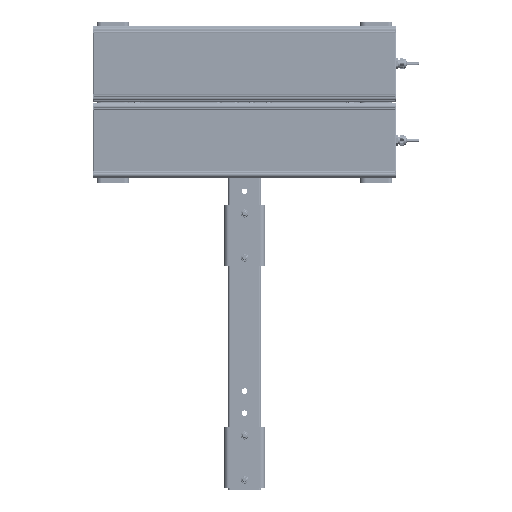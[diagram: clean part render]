
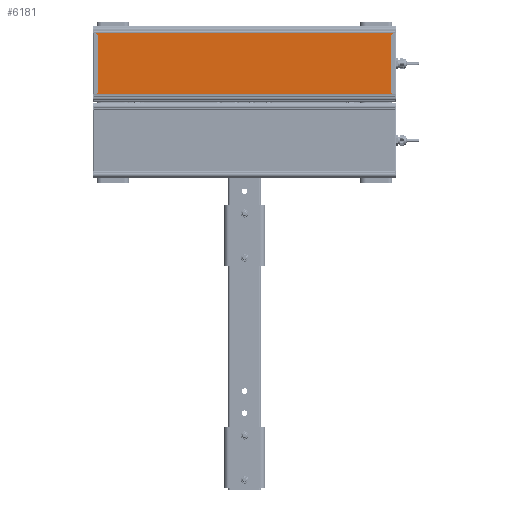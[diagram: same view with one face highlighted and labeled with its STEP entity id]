
A CAD part, front view. The second image highlights one B-rep face of the part: STEP entity #6181.
In plain terms, the highlighted face is planar.
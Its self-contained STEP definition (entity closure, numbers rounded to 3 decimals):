
#6181=ADVANCED_FACE('',(#15531),#15533,.T.);
#15531=FACE_BOUND('',#15532,.T.);
#15532=EDGE_LOOP('',(#46726,#46727,#46728,#46729));
#15533=PLANE('',#15534);
#15534=AXIS2_PLACEMENT_3D('',#15535,#15536,#15537);
#15535=CARTESIAN_POINT('',(2111.497,401.002,-34.582));
#15536=DIRECTION('',(0.,0.,-1.));
#15537=DIRECTION('',(0.,1.,0.));
#46726=ORIENTED_EDGE('',*,*,#55600,.F.);
#46727=ORIENTED_EDGE('',*,*,#55599,.T.);
#46728=ORIENTED_EDGE('',*,*,#55601,.F.);
#46729=ORIENTED_EDGE('',*,*,#55602,.F.);
#55599=EDGE_CURVE('',#62329,#62333,#62335,.T.);
#55600=EDGE_CURVE('',#62329,#62336,#62337,.T.);
#55601=EDGE_CURVE('',#62338,#62333,#62339,.T.);
#55602=EDGE_CURVE('',#62336,#62338,#62340,.T.);
#62329=VERTEX_POINT('',#82979);
#62333=VERTEX_POINT('',#82987);
#62335=LINE('',#82991,#82992);
#62336=VERTEX_POINT('',#82994);
#62337=LINE('',#82995,#82996);
#62338=VERTEX_POINT('',#82998);
#62339=LINE('',#82999,#83000);
#62340=LINE('',#83002,#83003);
#82979=CARTESIAN_POINT('',(2111.497,565.13,-34.582));
#82987=CARTESIAN_POINT('',(2857.497,565.13,-34.582));
#82991=CARTESIAN_POINT('',(2111.497,565.13,-34.582));
#82992=VECTOR('',#82993,1.);
#82993=DIRECTION('',(1.,0.,0.));
#82994=CARTESIAN_POINT('',(2111.497,401.002,-34.582));
#82995=CARTESIAN_POINT('',(2111.497,565.13,-34.582));
#82996=VECTOR('',#82997,1.);
#82997=DIRECTION('',(0.,-1.,0.));
#82998=CARTESIAN_POINT('',(2857.497,401.002,-34.582));
#82999=CARTESIAN_POINT('',(2857.497,401.002,-34.582));
#83000=VECTOR('',#83001,1.);
#83001=DIRECTION('',(0.,1.,0.));
#83002=CARTESIAN_POINT('',(2111.497,401.002,-34.582));
#83003=VECTOR('',#83004,1.);
#83004=DIRECTION('',(1.,0.,0.));
